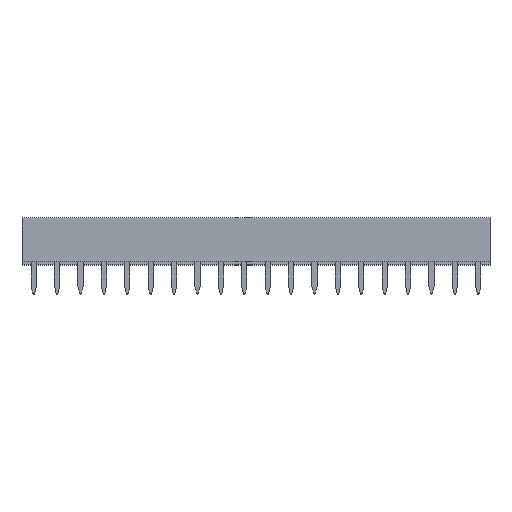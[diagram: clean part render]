
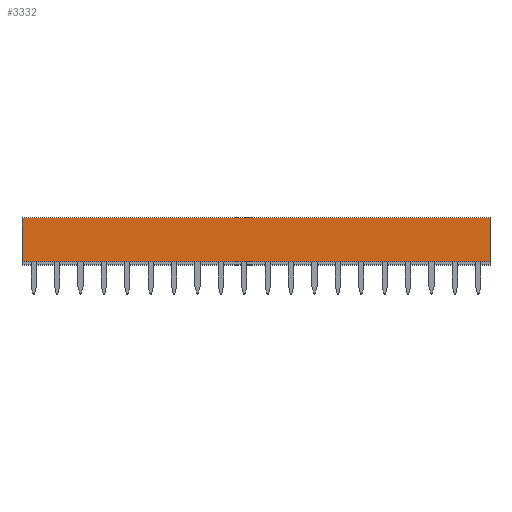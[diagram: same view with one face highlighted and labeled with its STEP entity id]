
A CAD part, top view. The second image highlights one B-rep face of the part: STEP entity #3332.
In plain terms, the highlighted planar face has unit normal (0, 0, 1).
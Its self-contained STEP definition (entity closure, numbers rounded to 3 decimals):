
#3332=ADVANCED_FACE('',(#6916),#6917,.T.);
#6916=FACE_OUTER_BOUND('',#10827,.T.);
#6917=PLANE('',#10828);
#10827=EDGE_LOOP('',(#21297,#21298,#21299,#21300));
#10828=AXIS2_PLACEMENT_3D('',#21301,#21302,#21303);
#21297=ORIENTED_EDGE('',*,*,#27423,.T.);
#21298=ORIENTED_EDGE('',*,*,#27424,.F.);
#21299=ORIENTED_EDGE('',*,*,#27425,.T.);
#21300=ORIENTED_EDGE('',*,*,#27420,.T.);
#21301=CARTESIAN_POINT('',(25.4,-1.375,8.89));
#21302=DIRECTION('',(0.,-0.0,1.0));
#21303=DIRECTION('',(0.0,1.0,0.0));
#27420=EDGE_CURVE('',#33964,#33962,#33965,.T.);
#27423=EDGE_CURVE('',#33962,#33968,#33969,.T.);
#27424=EDGE_CURVE('',#33970,#33968,#33971,.T.);
#27425=EDGE_CURVE('',#33970,#33964,#33972,.T.);
#33962=VERTEX_POINT('',#43387);
#33964=VERTEX_POINT('',#43390);
#33965=LINE('',#43391,#43392);
#33968=VERTEX_POINT('',#43396);
#33969=LINE('',#43397,#43398);
#33970=VERTEX_POINT('',#43399);
#33971=LINE('',#43400,#43401);
#33972=LINE('',#43402,#43403);
#43387=CARTESIAN_POINT('',(-25.4,1.,8.89));
#43390=CARTESIAN_POINT('',(25.4,1.,8.89));
#43391=CARTESIAN_POINT('',(25.4,1.,8.89));
#43392=VECTOR('',#48532,1.0);
#43396=CARTESIAN_POINT('',(-25.4,-3.75,8.89));
#43397=CARTESIAN_POINT('',(-25.4,-3.75,8.89));
#43398=VECTOR('',#48534,1.0);
#43399=CARTESIAN_POINT('',(25.4,-3.75,8.89));
#43400=CARTESIAN_POINT('',(25.4,-3.75,8.89));
#43401=VECTOR('',#48535,1.0);
#43402=CARTESIAN_POINT('',(25.4,-3.75,8.89));
#43403=VECTOR('',#48536,1.0);
#48532=DIRECTION('',(-1.0,0.0,0.));
#48534=DIRECTION('',(0.0,-1.0,-0.0));
#48535=DIRECTION('',(-1.0,0.0,0.));
#48536=DIRECTION('',(0.0,1.0,0.0));
